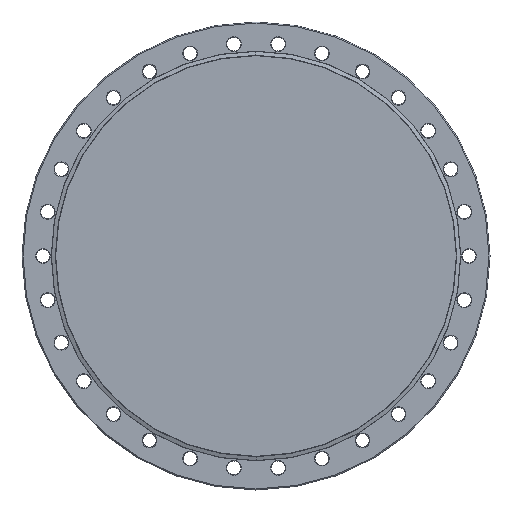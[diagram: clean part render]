
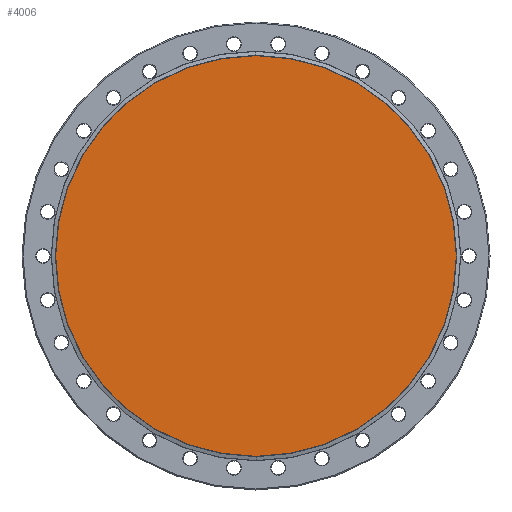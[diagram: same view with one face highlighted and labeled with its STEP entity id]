
A CAD part, left-side view. The second image highlights one B-rep face of the part: STEP entity #4006.
In plain terms, the highlighted planar face has unit normal (-1, 0, 0).
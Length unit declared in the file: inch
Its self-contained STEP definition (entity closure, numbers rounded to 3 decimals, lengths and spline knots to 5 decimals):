
#260 = PLANE ( 'NONE',  #5454 ) ;
#283 = VERTEX_POINT ( 'NONE', #1593 ) ;
#515 = EDGE_CURVE ( 'NONE', #1032, #283, #3813, .T. ) ;
#780 = CARTESIAN_POINT ( 'NONE',  ( 0.08, 0., 0. ) ) ;
#1032 = VERTEX_POINT ( 'NONE', #2383 ) ;
#1294 = ORIENTED_EDGE ( 'NONE', *, *, #515, .T. ) ;
#1297 = AXIS2_PLACEMENT_3D ( 'NONE', #780, #2121, #4315 ) ;
#1455 = CIRCLE ( 'NONE', #1638, 5.67 ) ;
#1593 = CARTESIAN_POINT ( 'NONE',  ( 0.08, 0., -5.67 ) ) ;
#1598 = CARTESIAN_POINT ( 'NONE',  ( 0.08, 5.675, 0. ) ) ;
#1638 = AXIS2_PLACEMENT_3D ( 'NONE', #3629, #1912, #2715 ) ;
#1888 = EDGE_CURVE ( 'NONE', #283, #1032, #1455, .T. ) ;
#1912 = DIRECTION ( 'NONE',  ( -1., 0., 0. ) ) ;
#2015 = FACE_OUTER_BOUND ( 'NONE', #5199, .T. ) ;
#2121 = DIRECTION ( 'NONE',  ( -1., 0., 0. ) ) ;
#2383 = CARTESIAN_POINT ( 'NONE',  ( 0.08, 0., 5.67 ) ) ;
#2715 = DIRECTION ( 'NONE',  ( 0., 0., -1. ) ) ;
#2958 = DIRECTION ( 'NONE',  ( 1., 0., 0. ) ) ;
#3629 = CARTESIAN_POINT ( 'NONE',  ( 0.08, 0., 0. ) ) ;
#3813 = CIRCLE ( 'NONE', #1297, 5.67 ) ;
#4006 = ADVANCED_FACE ( 'NONE', ( #2015 ), #260, .F. ) ;
#4315 = DIRECTION ( 'NONE',  ( 0., 0., -1. ) ) ;
#4801 = DIRECTION ( 'NONE',  ( 0., 0., -1. ) ) ;
#4884 = ORIENTED_EDGE ( 'NONE', *, *, #1888, .T. ) ;
#5199 = EDGE_LOOP ( 'NONE', ( #4884, #1294 ) ) ;
#5454 = AXIS2_PLACEMENT_3D ( 'NONE', #1598, #2958, #4801 ) ;
